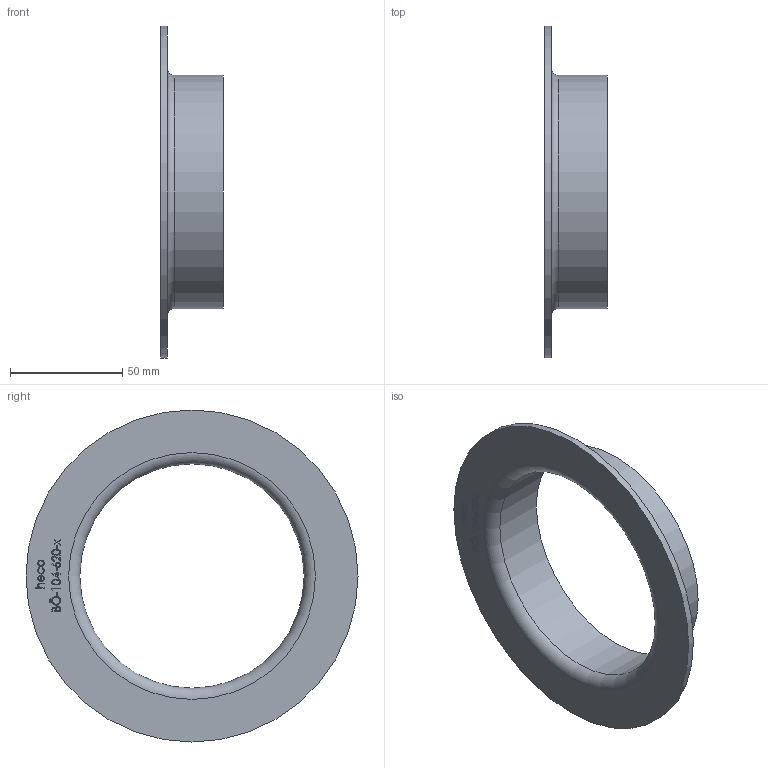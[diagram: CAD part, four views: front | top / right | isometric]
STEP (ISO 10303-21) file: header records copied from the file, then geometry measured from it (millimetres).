
FILE_DESCRIPTION (( 'STEP AP214' ), '1' );
FILE_NAME ('BÖ-104-620-x Vorschweissbördel 2010.STEP', '2020-10-13T09:41:45', ( '' ), ( '' ), 'SwSTEP 2.0', 'SolidWorks 2019', '' );
FILE_SCHEMA (( 'AUTOMOTIVE_DESIGN' ));
Length unit declared in the file: millimetre
Products named in the file (1): BÖ-104-620-x Vorschweissbördel 2010
Bounding box: 28 x 148 x 148 mm (x, y, z)
Volume: 42971.9 mm3; surface area: 36062.8 mm2
Topology: 1 solids, 1 shells, 202 faces, 515 edges, 343 vertices
Faces by surface type: plane 104, bspline 93, cylinder 3, torus 2
Full cylindrical faces by diameter (mm): 100 x1, 104 x1, 148 x1
Entity records: 13460 total; most frequent: CARTESIAN_POINT 7147, ORIENTED_EDGE 1018, DIRECTION 551, EDGE_CURVE 509, VERTEX_POINT 342, VECTOR 315, LINE 315, EDGE_LOOP 237
